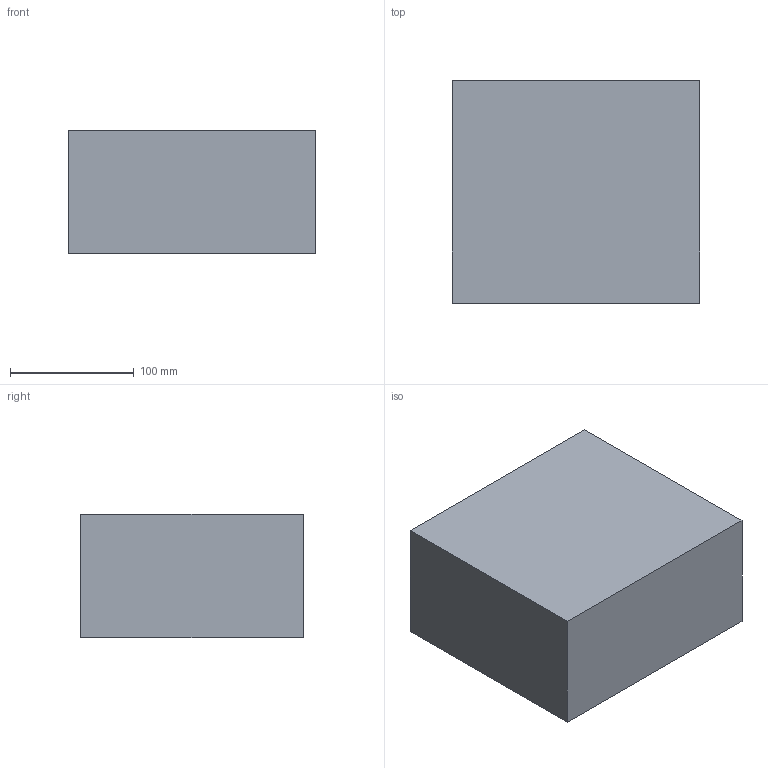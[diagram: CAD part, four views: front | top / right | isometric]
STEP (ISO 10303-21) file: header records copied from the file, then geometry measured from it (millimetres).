
FILE_DESCRIPTION(('Open CASCADE Model'),'2;1');
FILE_NAME('Open CASCADE Shape Model','2022-06-07T11:36:14',('Author'),( 'Open CASCADE'),'Open CASCADE STEP processor 7.5','Open CASCADE 7.5' ,'Unknown');
FILE_SCHEMA(('AUTOMOTIVE_DESIGN { 1 0 10303 214 1 1 1 1 }'));
Length unit declared in the file: millimetre
Products named in the file (5): CQ assembly; my_material; my_material_part; 09af9ce5-e656-11ec-a9fe-67c8e05dfdd6; 09af9ce5-e656-11ec-a9fe-67c8e05dfdd6_part
Assembly tree (4 placements, depth 4):
  CQ assembly
    my_material
      my_material_part
      09af9ce5-e656-11ec-a9fe-67c8e05dfdd6
        09af9ce5-e656-11ec-a9fe-67c8e05dfdd6_part
Bounding box: 200 x 180 x 100 mm (x, y, z)
Volume: 3600000 mm3; surface area: 148000 mm2
Topology: 1 solids, 1 shells, 6 faces, 12 edges, 8 vertices
Faces by surface type: plane 6
Entity records: 403 total; most frequent: DIRECTION 58, CARTESIAN_POINT 55, LINE 36, VECTOR 36, ORIENTED_EDGE 24, PCURVE 24, DEFINITIONAL_REPRESENTATION 24, EDGE_CURVE 12
